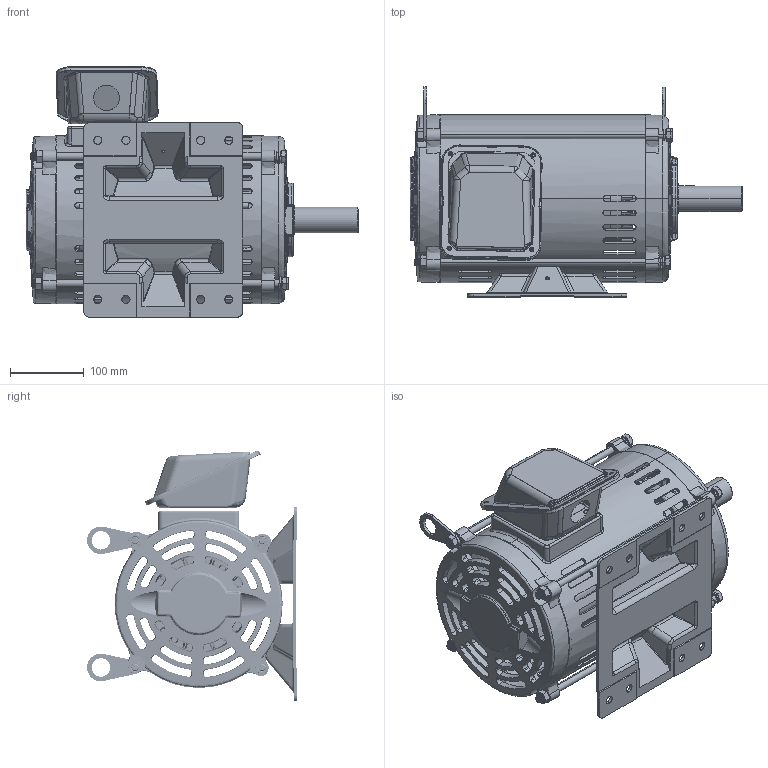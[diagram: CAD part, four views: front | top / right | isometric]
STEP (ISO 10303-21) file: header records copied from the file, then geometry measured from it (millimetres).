
FILE_DESCRIPTION (( 'STEP AP214' ), '1' );
FILE_NAME ('ODP-213(5)T from XT Elec box fillet Surfacefix 1aR1b NEW ext cmod A.STEP', '2020-07-08T12:49:06', ( '' ), ( '' ), 'SwSTEP 2.0', 'SolidWorks 2017', '' );
FILE_SCHEMA (( 'AUTOMOTIVE_DESIGN' ));
Products named in the file (1): ODP-213(5)T from XT Elec box fillet Surfacefix 1aR1b NEW ext cmod A
Bounding box: 450.65 x 284.86 x 339.72 mm (x, y, z)
Volume: 5378029.5 mm3; surface area: 1190410.1 mm2
Topology: 21 solids, 21 shells, 2979 faces, 8012 edges, 4962 vertices
Faces by surface type: cylinder 1064, plane 728, cone 669, bspline 508, torus 10
Entity records: 140363 total; most frequent: CARTESIAN_POINT 72824, ORIENTED_EDGE 15790, DIRECTION 12046, EDGE_CURVE 7895, VERTEX_POINT 4962, AXIS2_PLACEMENT_3D 4562, EDGE_LOOP 3237, ADVANCED_FACE 2979
